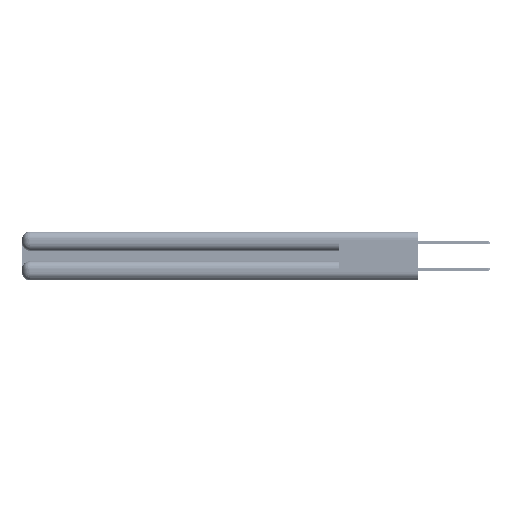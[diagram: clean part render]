
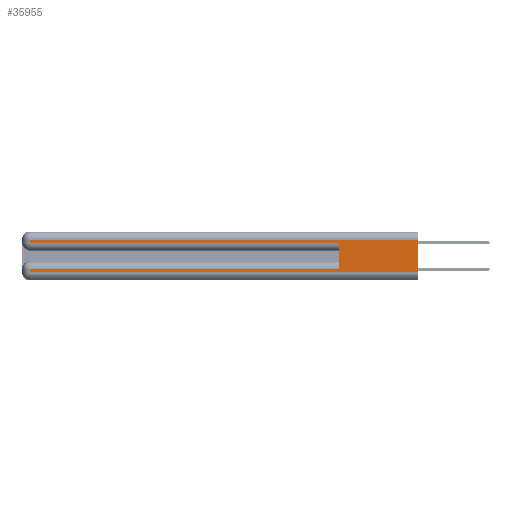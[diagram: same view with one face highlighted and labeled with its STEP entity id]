
A CAD part, left-side view. The second image highlights one B-rep face of the part: STEP entity #35955.
In plain terms, the highlighted planar face has unit normal (-1, 0, 0).
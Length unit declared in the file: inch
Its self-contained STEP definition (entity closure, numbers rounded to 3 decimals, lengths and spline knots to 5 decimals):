
#387 = CARTESIAN_POINT ( 'NONE',  ( 0., 2.94, 0.31 ) ) ;
#578 = VERTEX_POINT ( 'NONE', #17179 ) ;
#618 = VERTEX_POINT ( 'NONE', #387 ) ;
#1799 = CARTESIAN_POINT ( 'NONE',  ( 0., 0., 0.31 ) ) ;
#3775 = VECTOR ( 'NONE', #21209, 39.37008 ) ;
#4087 = VERTEX_POINT ( 'NONE', #5704 ) ;
#4132 = VERTEX_POINT ( 'NONE', #1799 ) ;
#4396 = VECTOR ( 'NONE', #51775, 39.37008 ) ;
#5704 = CARTESIAN_POINT ( 'NONE',  ( 0., 0.6, 0.085 ) ) ;
#6939 = VECTOR ( 'NONE', #26627, 39.37008 ) ;
#7188 = CARTESIAN_POINT ( 'NONE',  ( 0., 2.94, 0.37 ) ) ;
#10252 = ORIENTED_EDGE ( 'NONE', *, *, #49208, .F. ) ;
#10717 = ORIENTED_EDGE ( 'NONE', *, *, #20250, .T. ) ;
#11001 = VERTEX_POINT ( 'NONE', #46623 ) ;
#11599 = CARTESIAN_POINT ( 'NONE',  ( 0., 2.94, 0.06 ) ) ;
#13147 = DIRECTION ( 'NONE',  ( 0., -1., 0. ) ) ;
#13324 = CARTESIAN_POINT ( 'NONE',  ( 0., 0., 0.06 ) ) ;
#13490 = CARTESIAN_POINT ( 'NONE',  ( 0., 0., 0.285 ) ) ;
#13727 = EDGE_CURVE ( 'NONE', #4087, #15482, #32304, .T. ) ;
#14753 = VECTOR ( 'NONE', #28632, 39.37008 ) ;
#15263 = LINE ( 'NONE', #20944, #26598 ) ;
#15482 = VERTEX_POINT ( 'NONE', #17218 ) ;
#15930 = CARTESIAN_POINT ( 'NONE',  ( 0., 0.6, 0.145 ) ) ;
#16305 = DIRECTION ( 'NONE',  ( 1., 0., 0. ) ) ;
#16964 = CARTESIAN_POINT ( 'NONE',  ( 0., 0., 0.31 ) ) ;
#17179 = CARTESIAN_POINT ( 'NONE',  ( 0., 0.6, 0.285 ) ) ;
#17218 = CARTESIAN_POINT ( 'NONE',  ( 0., 2.94, 0.085 ) ) ;
#17352 = EDGE_CURVE ( 'NONE', #4132, #11001, #15263, .T. ) ;
#19027 = AXIS2_PLACEMENT_3D ( 'NONE', #41766, #16305, #46002 ) ;
#19375 = ORIENTED_EDGE ( 'NONE', *, *, #28969, .T. ) ;
#19780 = ORIENTED_EDGE ( 'NONE', *, *, #35263, .T. ) ;
#20250 = EDGE_CURVE ( 'NONE', #47078, #578, #35703, .T. ) ;
#20299 = VECTOR ( 'NONE', #37308, 39.37008 ) ;
#20944 = CARTESIAN_POINT ( 'NONE',  ( 0., 0., 0.37 ) ) ;
#21209 = DIRECTION ( 'NONE',  ( 0., 1., 0. ) ) ;
#21635 = LINE ( 'NONE', #15930, #20299 ) ;
#22513 = EDGE_CURVE ( 'NONE', #41241, #11001, #34141, .T. ) ;
#23976 = FACE_OUTER_BOUND ( 'NONE', #35295, .T. ) ;
#24672 = DIRECTION ( 'NONE',  ( 0., 0., -1. ) ) ;
#25640 = ORIENTED_EDGE ( 'NONE', *, *, #22513, .T. ) ;
#26094 = LINE ( 'NONE', #7188, #14753 ) ;
#26451 = LINE ( 'NONE', #16964, #3775 ) ;
#26598 = VECTOR ( 'NONE', #50631, 39.37008 ) ;
#26627 = DIRECTION ( 'NONE',  ( 0., 1., 0. ) ) ;
#28632 = DIRECTION ( 'NONE',  ( 0., 0., -1. ) ) ;
#28969 = EDGE_CURVE ( 'NONE', #618, #47078, #53817, .T. ) ;
#30283 = EDGE_CURVE ( 'NONE', #4132, #618, #26451, .T. ) ;
#32304 = LINE ( 'NONE', #38490, #6939 ) ;
#32456 = CARTESIAN_POINT ( 'NONE',  ( 0., 2.94, 0.285 ) ) ;
#34141 = LINE ( 'NONE', #13324, #45390 ) ;
#35263 = EDGE_CURVE ( 'NONE', #15482, #41241, #26094, .T. ) ;
#35295 = EDGE_LOOP ( 'NONE', ( #46705, #52641, #19375, #10717, #10252, #45369, #19780, #25640 ) ) ;
#35703 = LINE ( 'NONE', #13490, #4396 ) ;
#35955 = ADVANCED_FACE ( 'NONE', ( #23976 ), #37483, .F. ) ;
#37308 = DIRECTION ( 'NONE',  ( 0., 0., 1. ) ) ;
#37483 = PLANE ( 'NONE',  #19027 ) ;
#38490 = CARTESIAN_POINT ( 'NONE',  ( 0., 0., 0.085 ) ) ;
#41241 = VERTEX_POINT ( 'NONE', #11599 ) ;
#41766 = CARTESIAN_POINT ( 'NONE',  ( 0., 0., 0.37 ) ) ;
#42533 = VECTOR ( 'NONE', #24672, 39.37008 ) ;
#45369 = ORIENTED_EDGE ( 'NONE', *, *, #13727, .T. ) ;
#45390 = VECTOR ( 'NONE', #13147, 39.37008 ) ;
#45831 = CARTESIAN_POINT ( 'NONE',  ( 0., 2.94, 0.37 ) ) ;
#46002 = DIRECTION ( 'NONE',  ( 0., 0., -1. ) ) ;
#46623 = CARTESIAN_POINT ( 'NONE',  ( 0., 0., 0.06 ) ) ;
#46705 = ORIENTED_EDGE ( 'NONE', *, *, #17352, .F. ) ;
#47078 = VERTEX_POINT ( 'NONE', #32456 ) ;
#49208 = EDGE_CURVE ( 'NONE', #4087, #578, #21635, .T. ) ;
#50631 = DIRECTION ( 'NONE',  ( 0., 0., -1. ) ) ;
#51775 = DIRECTION ( 'NONE',  ( 0., -1., 0. ) ) ;
#52641 = ORIENTED_EDGE ( 'NONE', *, *, #30283, .T. ) ;
#53817 = LINE ( 'NONE', #45831, #42533 ) ;
